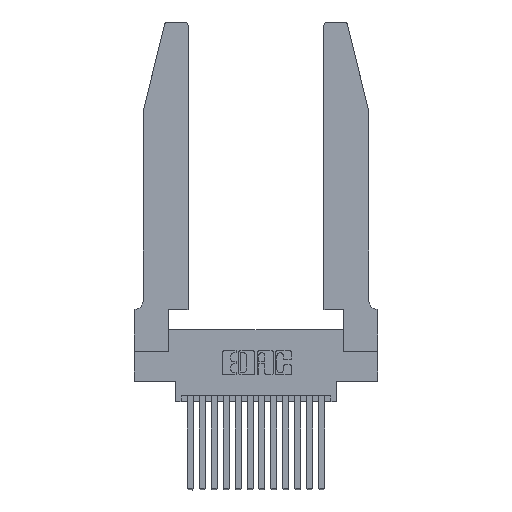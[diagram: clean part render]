
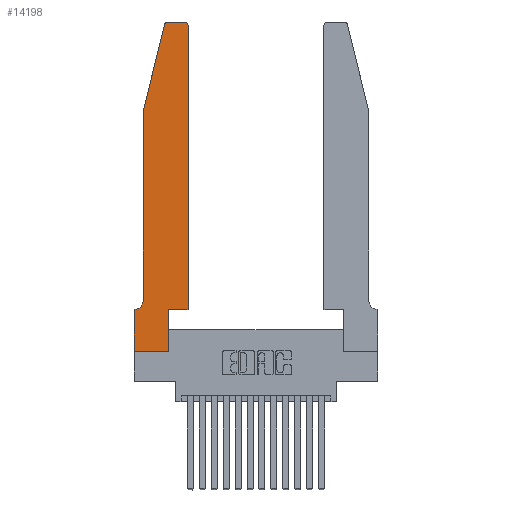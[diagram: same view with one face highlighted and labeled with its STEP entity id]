
A CAD part, top view. The second image highlights one B-rep face of the part: STEP entity #14198.
In plain terms, the highlighted planar face has unit normal (0, 0, 1).
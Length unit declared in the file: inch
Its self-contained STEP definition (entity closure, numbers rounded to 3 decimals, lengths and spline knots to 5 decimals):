
#683 = EDGE_CURVE ( 'NONE', #2237, #6564, #9909, .T. ) ;
#1062 = CARTESIAN_POINT ( 'NONE',  ( 0.4205, 2.72, 0.37 ) ) ;
#1186 = CARTESIAN_POINT ( 'NONE',  ( 0.2605, 2.75, 0.37 ) ) ;
#1200 = DIRECTION ( 'NONE',  ( 0., 1., 0. ) ) ;
#1792 = CARTESIAN_POINT ( 'NONE',  ( 0., 0., 0.37 ) ) ;
#1944 = LINE ( 'NONE', #1186, #12667 ) ;
#2048 = ORIENTED_EDGE ( 'NONE', *, *, #683, .T. ) ;
#2082 = CARTESIAN_POINT ( 'NONE',  ( 0., 0.35, 0.37 ) ) ;
#2128 = VERTEX_POINT ( 'NONE', #15804 ) ;
#2237 = VERTEX_POINT ( 'NONE', #2380 ) ;
#2362 = EDGE_CURVE ( 'NONE', #16184, #2237, #10712, .T. ) ;
#2380 = CARTESIAN_POINT ( 'NONE',  ( 0.0055, 0.35, 0.37 ) ) ;
#2387 = EDGE_CURVE ( 'NONE', #3692, #15070, #10477, .T. ) ;
#2584 = EDGE_CURVE ( 'NONE', #2128, #7944, #1944, .T. ) ;
#2682 = DIRECTION ( 'NONE',  ( 0., 0., -1. ) ) ;
#3064 = CIRCLE ( 'NONE', #10281, 0.03 ) ;
#3313 = LINE ( 'NONE', #10096, #17586 ) ;
#3640 = CARTESIAN_POINT ( 'NONE',  ( 0.0755, 2., 0.37 ) ) ;
#3692 = VERTEX_POINT ( 'NONE', #8501 ) ;
#3722 = FACE_OUTER_BOUND ( 'NONE', #6817, .T. ) ;
#3729 = DIRECTION ( 'NONE',  ( 1., 0., 0. ) ) ;
#3756 = ORIENTED_EDGE ( 'NONE', *, *, #9334, .T. ) ;
#3836 = VERTEX_POINT ( 'NONE', #14342 ) ;
#3842 = CARTESIAN_POINT ( 'NONE',  ( 0.2865, 0.35, 0.37 ) ) ;
#4009 = DIRECTION ( 'NONE',  ( -1., 0., 0. ) ) ;
#4118 = LINE ( 'NONE', #17707, #5865 ) ;
#4266 = CARTESIAN_POINT ( 'NONE',  ( 0.0755, 2., 0.37 ) ) ;
#4269 = CARTESIAN_POINT ( 'NONE',  ( 0., 0., 0.37 ) ) ;
#4746 = VERTEX_POINT ( 'NONE', #8516 ) ;
#5175 = DIRECTION ( 'NONE',  ( -1., 0., 0. ) ) ;
#5235 = CARTESIAN_POINT ( 'NONE',  ( 0.0755, 0.35, 0.37 ) ) ;
#5825 = VERTEX_POINT ( 'NONE', #4269 ) ;
#5865 = VECTOR ( 'NONE', #6520, 39.37008 ) ;
#6038 = EDGE_CURVE ( 'NONE', #4746, #12309, #4118, .T. ) ;
#6060 = EDGE_CURVE ( 'NONE', #7944, #3836, #14409, .T. ) ;
#6172 = CARTESIAN_POINT ( 'NONE',  ( 0.284, 2.72, 0.37 ) ) ;
#6299 = DIRECTION ( 'NONE',  ( 0., 0., 1. ) ) ;
#6520 = DIRECTION ( 'NONE',  ( 0., 1., 0. ) ) ;
#6564 = VERTEX_POINT ( 'NONE', #2082 ) ;
#6598 = CARTESIAN_POINT ( 'NONE',  ( 0.0055, 0.42, 0.37 ) ) ;
#6636 = VECTOR ( 'NONE', #5175, 39.37008 ) ;
#6659 = VECTOR ( 'NONE', #7900, 39.37008 ) ;
#6744 = ORIENTED_EDGE ( 'NONE', *, *, #8552, .T. ) ;
#6817 = EDGE_LOOP ( 'NONE', ( #13428, #12672, #6744, #6841, #12103, #2048, #3756, #18037, #17893, #7255, #9045, #8055 ) ) ;
#6841 = ORIENTED_EDGE ( 'NONE', *, *, #14231, .T. ) ;
#7255 = ORIENTED_EDGE ( 'NONE', *, *, #11235, .T. ) ;
#7529 = LINE ( 'NONE', #3640, #6659 ) ;
#7752 = DIRECTION ( 'NONE',  ( 1., 0., 0. ) ) ;
#7869 = DIRECTION ( 'NONE',  ( 1., 0., 0. ) ) ;
#7900 = DIRECTION ( 'NONE',  ( -0.239, -0.971, 0. ) ) ;
#7944 = VERTEX_POINT ( 'NONE', #13596 ) ;
#8055 = ORIENTED_EDGE ( 'NONE', *, *, #11824, .T. ) ;
#8133 = DIRECTION ( 'NONE',  ( 0., 0., 1. ) ) ;
#8364 = LINE ( 'NONE', #10408, #10083 ) ;
#8501 = CARTESIAN_POINT ( 'NONE',  ( 0.2865, 0., 0.37 ) ) ;
#8516 = CARTESIAN_POINT ( 'NONE',  ( 0.4505, 0.35, 0.37 ) ) ;
#8552 = EDGE_CURVE ( 'NONE', #3836, #12714, #7529, .T. ) ;
#8562 = VECTOR ( 'NONE', #1200, 39.37008 ) ;
#8758 = DIRECTION ( 'NONE',  ( 0., -1., 0. ) ) ;
#8919 = CARTESIAN_POINT ( 'NONE',  ( 0.0755, 0.42, 0.37 ) ) ;
#9045 = ORIENTED_EDGE ( 'NONE', *, *, #6038, .T. ) ;
#9334 = EDGE_CURVE ( 'NONE', #6564, #5825, #12733, .T. ) ;
#9524 = DIRECTION ( 'NONE',  ( 1., 0., 0. ) ) ;
#9857 = LINE ( 'NONE', #16363, #16668 ) ;
#9909 = LINE ( 'NONE', #5235, #6636 ) ;
#10083 = VECTOR ( 'NONE', #14709, 39.37008 ) ;
#10096 = CARTESIAN_POINT ( 'NONE',  ( 0., 0., 0.37 ) ) ;
#10281 = AXIS2_PLACEMENT_3D ( 'NONE', #1062, #8133, #9524 ) ;
#10408 = CARTESIAN_POINT ( 'NONE',  ( 0.0755, 2., 0.37 ) ) ;
#10477 = LINE ( 'NONE', #3842, #8562 ) ;
#10712 = CIRCLE ( 'NONE', #14953, 0.07 ) ;
#10994 = CARTESIAN_POINT ( 'NONE',  ( 0.2865, 0.35, 0.37 ) ) ;
#11235 = EDGE_CURVE ( 'NONE', #15070, #4746, #9857, .T. ) ;
#11824 = EDGE_CURVE ( 'NONE', #12309, #2128, #3064, .T. ) ;
#11976 = PLANE ( 'NONE',  #13739 ) ;
#12103 = ORIENTED_EDGE ( 'NONE', *, *, #2362, .T. ) ;
#12309 = VERTEX_POINT ( 'NONE', #13683 ) ;
#12667 = VECTOR ( 'NONE', #4009, 39.37008 ) ;
#12672 = ORIENTED_EDGE ( 'NONE', *, *, #6060, .T. ) ;
#12714 = VERTEX_POINT ( 'NONE', #4266 ) ;
#12733 = LINE ( 'NONE', #1792, #16705 ) ;
#13428 = ORIENTED_EDGE ( 'NONE', *, *, #2584, .T. ) ;
#13596 = CARTESIAN_POINT ( 'NONE',  ( 0.284, 2.75, 0.37 ) ) ;
#13610 = EDGE_CURVE ( 'NONE', #5825, #3692, #3313, .T. ) ;
#13683 = CARTESIAN_POINT ( 'NONE',  ( 0.4505, 2.72, 0.37 ) ) ;
#13739 = AXIS2_PLACEMENT_3D ( 'NONE', #16111, #16178, #7869 ) ;
#13762 = AXIS2_PLACEMENT_3D ( 'NONE', #6172, #6299, #7752 ) ;
#13823 = DIRECTION ( 'NONE',  ( -1., 0., 0. ) ) ;
#14198 = ADVANCED_FACE ( 'NONE', ( #3722 ), #11976, .T. ) ;
#14231 = EDGE_CURVE ( 'NONE', #12714, #16184, #8364, .T. ) ;
#14342 = CARTESIAN_POINT ( 'NONE',  ( 0.25487, 2.72718, 0.37 ) ) ;
#14409 = CIRCLE ( 'NONE', #13762, 0.03 ) ;
#14709 = DIRECTION ( 'NONE',  ( 0., -1., 0. ) ) ;
#14953 = AXIS2_PLACEMENT_3D ( 'NONE', #6598, #2682, #13823 ) ;
#15070 = VERTEX_POINT ( 'NONE', #10994 ) ;
#15804 = CARTESIAN_POINT ( 'NONE',  ( 0.4205, 2.75, 0.37 ) ) ;
#16111 = CARTESIAN_POINT ( 'NONE',  ( 0., 0.35, 0.37 ) ) ;
#16178 = DIRECTION ( 'NONE',  ( 0., 0., 1. ) ) ;
#16184 = VERTEX_POINT ( 'NONE', #8919 ) ;
#16363 = CARTESIAN_POINT ( 'NONE',  ( 0.4505, 0.35, 0.37 ) ) ;
#16668 = VECTOR ( 'NONE', #3729, 39.37008 ) ;
#16705 = VECTOR ( 'NONE', #8758, 39.37008 ) ;
#16920 = DIRECTION ( 'NONE',  ( 1., 0., 0. ) ) ;
#17586 = VECTOR ( 'NONE', #16920, 39.37008 ) ;
#17707 = CARTESIAN_POINT ( 'NONE',  ( 0.4505, 0.35, 0.37 ) ) ;
#17893 = ORIENTED_EDGE ( 'NONE', *, *, #2387, .T. ) ;
#18037 = ORIENTED_EDGE ( 'NONE', *, *, #13610, .T. ) ;
